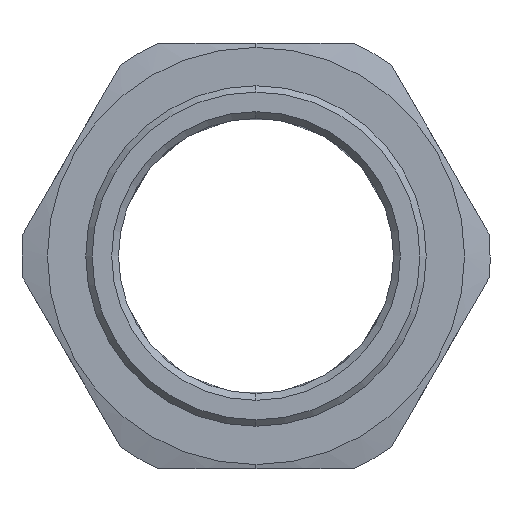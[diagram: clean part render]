
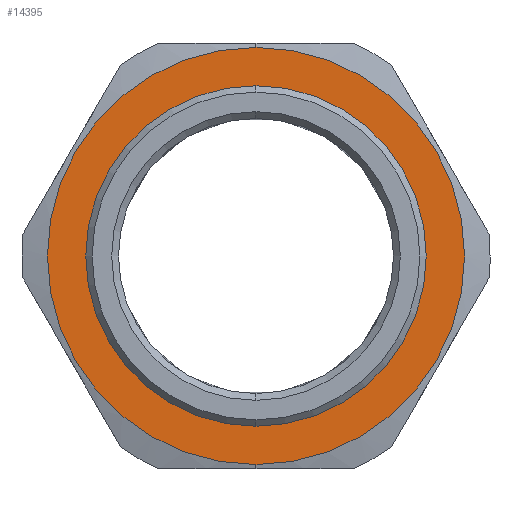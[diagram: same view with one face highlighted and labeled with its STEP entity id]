
A CAD part, left-side view. The second image highlights one B-rep face of the part: STEP entity #14395.
In plain terms, the highlighted planar face has unit normal (-1, 0, 0).
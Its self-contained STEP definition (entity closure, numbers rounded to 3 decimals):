
#127 = AXIS2_PLACEMENT_3D ( 'NONE', #5801, #14018, #7002 ) ;
#179 = ORIENTED_EDGE ( 'NONE', *, *, #7491, .T. ) ;
#303 = CARTESIAN_POINT ( 'NONE',  ( 15.3, 0., 0. ) ) ;
#856 = ORIENTED_EDGE ( 'NONE', *, *, #3612, .T. ) ;
#1211 = EDGE_LOOP ( 'NONE', ( #11534, #13475 ) ) ;
#1295 = CARTESIAN_POINT ( 'NONE',  ( 15.3, 0., -24.5 ) ) ;
#1365 = CARTESIAN_POINT ( 'NONE',  ( 15.3, 20., 0. ) ) ;
#1390 = AXIS2_PLACEMENT_3D ( 'NONE', #8962, #1949, #10155 ) ;
#1502 = DIRECTION ( 'NONE',  ( 0., 0., -1. ) ) ;
#1836 = VERTEX_POINT ( 'NONE', #1295 ) ;
#1949 = DIRECTION ( 'NONE',  ( 1., 0., 0. ) ) ;
#3497 = VERTEX_POINT ( 'NONE', #4682 ) ;
#3612 = EDGE_CURVE ( 'NONE', #7540, #3497, #8247, .T. ) ;
#3859 = EDGE_CURVE ( 'NONE', #1836, #6612, #13746, .T. ) ;
#4682 = CARTESIAN_POINT ( 'NONE',  ( 15.3, 0., 20. ) ) ;
#4715 = AXIS2_PLACEMENT_3D ( 'NONE', #1365, #6067, #14286 ) ;
#5205 = CARTESIAN_POINT ( 'NONE',  ( 15.3, 0., -20. ) ) ;
#5618 = AXIS2_PLACEMENT_3D ( 'NONE', #13335, #6309, #14535 ) ;
#5801 = CARTESIAN_POINT ( 'NONE',  ( 15.3, 0., 0. ) ) ;
#6067 = DIRECTION ( 'NONE',  ( 1., 0., 0. ) ) ;
#6309 = DIRECTION ( 'NONE',  ( 1., 0., 0. ) ) ;
#6612 = VERTEX_POINT ( 'NONE', #8884 ) ;
#7002 = DIRECTION ( 'NONE',  ( 0., 0., -1. ) ) ;
#7294 = EDGE_CURVE ( 'NONE', #6612, #1836, #8454, .T. ) ;
#7311 = FACE_BOUND ( 'NONE', #12246, .T. ) ;
#7491 = EDGE_CURVE ( 'NONE', #3497, #7540, #12877, .T. ) ;
#7540 = VERTEX_POINT ( 'NONE', #5205 ) ;
#8247 = CIRCLE ( 'NONE', #1390, 20. ) ;
#8454 = CIRCLE ( 'NONE', #127, 24.5 ) ;
#8463 = AXIS2_PLACEMENT_3D ( 'NONE', #303, #8503, #1502 ) ;
#8503 = DIRECTION ( 'NONE',  ( 1., 0., 0. ) ) ;
#8884 = CARTESIAN_POINT ( 'NONE',  ( 15.3, 0., 24.5 ) ) ;
#8962 = CARTESIAN_POINT ( 'NONE',  ( 15.3, 0., 0. ) ) ;
#10155 = DIRECTION ( 'NONE',  ( 0., 0., -1. ) ) ;
#11534 = ORIENTED_EDGE ( 'NONE', *, *, #3859, .F. ) ;
#11945 = PLANE ( 'NONE',  #4715 ) ;
#12246 = EDGE_LOOP ( 'NONE', ( #856, #179 ) ) ;
#12877 = CIRCLE ( 'NONE', #5618, 20. ) ;
#13335 = CARTESIAN_POINT ( 'NONE',  ( 15.3, 0., 0. ) ) ;
#13475 = ORIENTED_EDGE ( 'NONE', *, *, #7294, .F. ) ;
#13746 = CIRCLE ( 'NONE', #8463, 24.5 ) ;
#14018 = DIRECTION ( 'NONE',  ( 1., 0., 0. ) ) ;
#14280 = FACE_OUTER_BOUND ( 'NONE', #1211, .T. ) ;
#14286 = DIRECTION ( 'NONE',  ( 0., 0., -1. ) ) ;
#14395 = ADVANCED_FACE ( 'NONE', ( #14280, #7311 ), #11945, .F. ) ;
#14535 = DIRECTION ( 'NONE',  ( 0., 0., -1. ) ) ;
